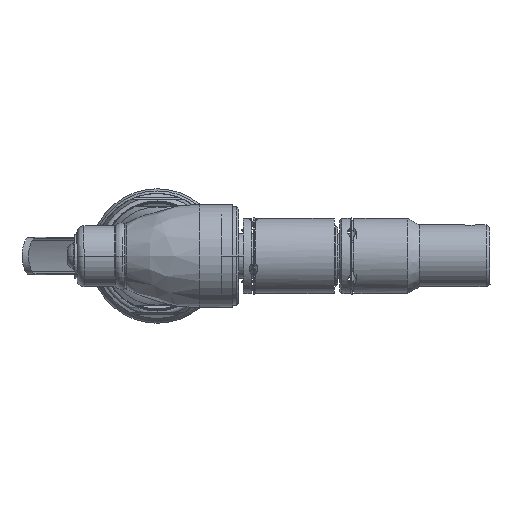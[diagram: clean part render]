
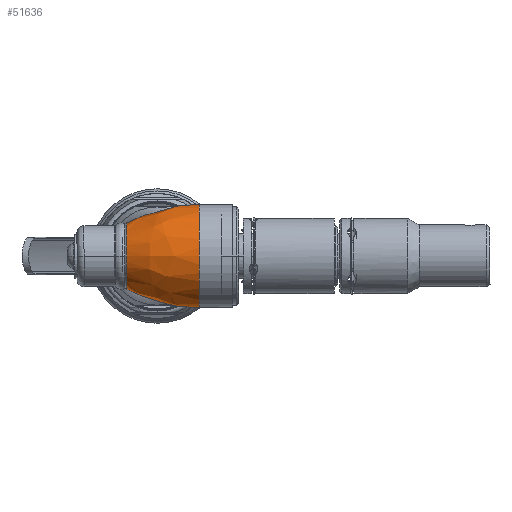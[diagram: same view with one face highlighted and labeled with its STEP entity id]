
A CAD part, left-side view. The second image highlights one B-rep face of the part: STEP entity #51636.
In plain terms, the highlighted free-form (B-spline) face has degree [3, 3] with [7, 4] control points.
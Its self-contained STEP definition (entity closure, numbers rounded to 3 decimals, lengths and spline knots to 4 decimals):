
#50144=CARTESIAN_POINT('',(-8.9573,-0.5624,
-0.483));
#50145=CARTESIAN_POINT('',(-8.9573,-0.5491,
-0.483));
#50146=CARTESIAN_POINT('',(-8.958,-0.5225,
-0.4834));
#50147=CARTESIAN_POINT('',(-8.9601,-0.4961,
-0.4845));
#50148=CARTESIAN_POINT('',(-8.9616,-0.4829,
-0.4852));
#50150=CARTESIAN_POINT('',(-9.4472,0.4005,
-0.0016));
#50151=DIRECTION('',(0.,1.,-0.001));
#50152=DIRECTION('',(0.327,-0.001,-0.945));
#50153=AXIS2_PLACEMENT_3D('',#50150,#50151,#50152);
#50155=CARTESIAN_POINT('',(-8.9618,-0.482,
0.4838));
#50156=CARTESIAN_POINT('',(-8.9604,-0.4952,
0.4831));
#50157=CARTESIAN_POINT('',(-8.9582,-0.5216,
0.482));
#50158=CARTESIAN_POINT('',(-8.9575,-0.5482,
0.4817));
#50159=CARTESIAN_POINT('',(-8.9575,-0.5616,
0.4817));
#50170=CARTESIAN_POINT('',(-9.4473,-0.562,
-0.0007));
#50171=DIRECTION('',(0.,1.,-0.001));
#50172=DIRECTION('',(0.713,-0.001,-0.701));
#50173=AXIS2_PLACEMENT_3D('',#50170,#50171,#50172);
#50309=CARTESIAN_POINT('',(-9.3034,0.4009,
0.4149));
#50310=CARTESIAN_POINT('',(-9.3088,0.3902,
0.423));
#50311=CARTESIAN_POINT('',(-9.3192,0.3693,
0.4381));
#50312=CARTESIAN_POINT('',(-9.333,0.3389,
0.458));
#50313=CARTESIAN_POINT('',(-9.3446,0.3096,
0.4755));
#50314=CARTESIAN_POINT('',(-9.3532,0.2815,
0.4908));
#50315=CARTESIAN_POINT('',(-9.3585,0.2541,
0.5045));
#50316=CARTESIAN_POINT('',(-9.3603,0.2256,
0.5175));
#50317=CARTESIAN_POINT('',(-9.3574,0.1947,
0.5302));
#50318=CARTESIAN_POINT('',(-9.3491,0.1613,
0.5423));
#50319=CARTESIAN_POINT('',(-9.3356,0.1254,
0.5535));
#50320=CARTESIAN_POINT('',(-9.3176,0.0872,
0.5636));
#50321=CARTESIAN_POINT('',(-9.2963,0.0474,
0.572));
#50322=CARTESIAN_POINT('',(-9.2724,0.0059,
0.5786));
#50323=CARTESIAN_POINT('',(-9.2457,-0.0385,
0.5833));
#50324=CARTESIAN_POINT('',(-9.2158,-0.0866,
0.5856));
#50325=CARTESIAN_POINT('',(-9.1824,-0.1394,
0.5848));
#50326=CARTESIAN_POINT('',(-9.1453,-0.1972,
0.5799));
#50327=CARTESIAN_POINT('',(-9.1047,-0.2603,
0.5695));
#50328=CARTESIAN_POINT('',(-9.061,-0.3279,
0.5524));
#50329=CARTESIAN_POINT('',(-9.0135,-0.4014,
0.526));
#50330=CARTESIAN_POINT('',(-8.9793,-0.4548,
0.4997));
#50331=CARTESIAN_POINT('',(-8.9618,-0.482,
0.4838));
#50423=CARTESIAN_POINT('',(-8.9616,-0.4829,
-0.4852));
#50424=CARTESIAN_POINT('',(-8.9786,-0.4564,
-0.5007));
#50425=CARTESIAN_POINT('',(-9.0118,-0.4046,
-0.5265));
#50426=CARTESIAN_POINT('',(-9.0579,-0.3333,
-0.5527));
#50427=CARTESIAN_POINT('',(-9.1003,-0.2676,
-0.57));
#50428=CARTESIAN_POINT('',(-9.1397,-0.2066,
-0.5808));
#50429=CARTESIAN_POINT('',(-9.1757,-0.1504,
-0.5863));
#50430=CARTESIAN_POINT('',(-9.2082,-0.0993,
-0.5879));
#50431=CARTESIAN_POINT('',(-9.2372,-0.0529,
-0.5865));
#50432=CARTESIAN_POINT('',(-9.2631,-0.0103,
-0.5828));
#50433=CARTESIAN_POINT('',(-9.2863,0.0292,
-0.5774));
#50434=CARTESIAN_POINT('',(-9.3073,0.0671,
-0.5704));
#50435=CARTESIAN_POINT('',(-9.3255,0.1031,
-0.562));
#50436=CARTESIAN_POINT('',(-9.3403,0.1366,
-0.5526));
#50437=CARTESIAN_POINT('',(-9.3518,0.17,
-0.5417));
#50438=CARTESIAN_POINT('',(-9.3593,0.206,
-0.5283));
#50439=CARTESIAN_POINT('',(-9.3598,0.2434,
-0.5122));
#50440=CARTESIAN_POINT('',(-9.3537,0.2787,
-0.4949));
#50441=CARTESIAN_POINT('',(-9.3439,0.3101,
-0.4777));
#50442=CARTESIAN_POINT('',(-9.3328,0.338,
-0.461));
#50443=CARTESIAN_POINT('',(-9.3218,0.3624,
-0.4452));
#50444=CARTESIAN_POINT('',(-9.3117,0.3833,
-0.4306));
#50445=CARTESIAN_POINT('',(-9.3059,0.3949,
-0.4221));
#50446=CARTESIAN_POINT('',(-9.3032,0.4001,
-0.4181));
#51019=CARTESIAN_POINT('',(-9.3032,0.4001,
-0.4181));
#51020=CARTESIAN_POINT('',(-9.3034,0.4009,
0.4149));
#51021=VERTEX_POINT('',#51019);
#51022=VERTEX_POINT('',#51020);
#51025=VERTEX_POINT('',#50159);
#51026=VERTEX_POINT('',#50155);
#51034=VERTEX_POINT('',#50148);
#51035=VERTEX_POINT('',#50144);
#51594=CARTESIAN_POINT('',(-8.914,-0.5825,
-0.4345));
#51595=CARTESIAN_POINT('',(-8.9113,-0.2304,
-0.4371));
#51596=CARTESIAN_POINT('',(-8.9791,0.1108,
-0.3822));
#51597=CARTESIAN_POINT('',(-9.113,0.4178,
-0.2736));
#51598=CARTESIAN_POINT('',(-9.4035,-0.583,
-1.0363));
#51599=CARTESIAN_POINT('',(-9.4033,-0.2309,
-1.0419));
#51600=CARTESIAN_POINT('',(-9.4088,0.1103,
-0.9105));
#51601=CARTESIAN_POINT('',(-9.4198,0.4175,
-0.6508));
#51602=CARTESIAN_POINT('',(-10.1345,-0.5828,
-0.7766));
#51603=CARTESIAN_POINT('',(-10.138,-0.2307,
-0.7809));
#51604=CARTESIAN_POINT('',(-10.0506,0.1105,
-0.6825));
#51605=CARTESIAN_POINT('',(-9.8781,0.4176,
-0.488));
#51606=CARTESIAN_POINT('',(-10.1346,-0.5821,
-0.0009));
#51607=CARTESIAN_POINT('',(-10.1382,-0.23,
-0.0012));
#51608=CARTESIAN_POINT('',(-10.0507,0.1111,
-0.0015));
#51609=CARTESIAN_POINT('',(-9.8782,0.418,
-0.0017));
#51610=CARTESIAN_POINT('',(-10.1348,-0.5814,
0.7748));
#51611=CARTESIAN_POINT('',(-10.1384,-0.2293,
0.7785));
#51612=CARTESIAN_POINT('',(-10.0509,0.1117,
0.6795));
#51613=CARTESIAN_POINT('',(-9.8783,0.4185,
0.4845));
#51614=CARTESIAN_POINT('',(-9.404,-0.5811,
1.0348));
#51615=CARTESIAN_POINT('',(-9.4037,-0.229,
1.0398));
#51616=CARTESIAN_POINT('',(-9.4093,0.1119,
0.9078));
#51617=CARTESIAN_POINT('',(-9.4201,0.4186,
0.6475));
#51618=CARTESIAN_POINT('',(-8.9142,-0.5817,
0.4333));
#51619=CARTESIAN_POINT('',(-8.9114,-0.2296,
0.4352));
#51620=CARTESIAN_POINT('',(-8.9793,0.1114,
0.3797));
#51621=CARTESIAN_POINT('',(-9.1131,0.4183,
0.2704));
#51622=(BOUNDED_SURFACE()B_SPLINE_SURFACE(3,3,((#51594,#51595,#51596,#51597),(
#51598,#51599,#51600,#51601),(#51602,#51603,#51604,#51605),(#51606,#51607,
#51608,#51609),(#51610,#51611,#51612,#51613),(#51614,#51615,#51616,#51617),(
#51618,#51619,#51620,#51621)),.UNSPECIFIED.,.F.,.F.,.F.)B_SPLINE_SURFACE_WITH_KNOTS((4,3,4),(4,4),(0.,1.,2.),(0.,1.),.UNSPECIFIED.)GEOMETRIC_REPRESENTATION_ITEM()RATIONAL_B_SPLINE_SURFACE(((1.524,1.49,
1.49,1.524),(0.848,0.829,
0.829,0.848),(0.848,0.829,
0.829,0.848),(1.524,1.49,
1.49,1.524),(0.848,0.829,
0.829,0.848),(0.848,0.829,
0.829,0.848),(1.524,1.49,
1.49,1.524)))REPRESENTATION_ITEM('')SURFACE());
#51624=ORIENTED_EDGE('',*,*,#51623,.T.);
#51626=ORIENTED_EDGE('',*,*,#51625,.T.);
#51627=ORIENTED_EDGE('',*,*,#51587,.T.);
#51629=ORIENTED_EDGE('',*,*,#51628,.T.);
#51631=ORIENTED_EDGE('',*,*,#51630,.T.);
#51633=ORIENTED_EDGE('',*,*,#51632,.F.);
#51634=EDGE_LOOP('',(#51624,#51626,#51627,#51629,#51631,#51633));
#51635=FACE_OUTER_BOUND('',#51634,.F.);
#51636=ADVANCED_FACE('',(#51635),#51622,.T.);
#50149=B_SPLINE_CURVE_WITH_KNOTS('',3,(#50144,#50145,#50146,#50147,#50148),
.UNSPECIFIED.,.F.,.F.,(4,1,4),(0.,0.5,1.),.UNSPECIFIED.);
#50154=CIRCLE('',#50153,0.4407);
#50160=B_SPLINE_CURVE_WITH_KNOTS('',3,(#50155,#50156,#50157,#50158,#50159),
.UNSPECIFIED.,.F.,.F.,(4,1,4),(0.,0.5,1.),.UNSPECIFIED.);
#50174=CIRCLE('',#50173,0.6875);
#50332=B_SPLINE_CURVE_WITH_KNOTS('',3,(#50309,#50310,#50311,#50312,#50313,
#50314,#50315,#50316,#50317,#50318,#50319,#50320,#50321,#50322,#50323,#50324,
#50325,#50326,#50327,#50328,#50329,#50330,#50331),.UNSPECIFIED.,.F.,.F.,(4,1,1,
1,1,1,1,1,1,1,1,1,1,1,1,1,1,1,1,1,4),(0.,0.05,0.1,0.15,0.2,0.25,
0.3,0.35,0.4,0.45,0.5,0.55,0.6,0.65,0.7,0.75,0.8,0.85,
0.9,0.95,1.),.UNSPECIFIED.);
#50447=B_SPLINE_CURVE_WITH_KNOTS('',3,(#50423,#50424,#50425,#50426,#50427,
#50428,#50429,#50430,#50431,#50432,#50433,#50434,#50435,#50436,#50437,#50438,
#50439,#50440,#50441,#50442,#50443,#50444,#50445,#50446),.UNSPECIFIED.,.F.,.F.,(
4,1,1,1,1,1,1,1,1,1,1,1,1,1,1,1,1,1,1,1,1,4),(0.,0.0476,
0.0952,0.1429,0.1905,0.2381,
0.2857,0.3333,0.381,0.4286,
0.4762,0.5238,0.5714,0.619,
0.6667,0.7143,0.7619,0.8095,
0.8571,0.9048,0.9524,1.),.UNSPECIFIED.);
#51587=EDGE_CURVE('',#51021,#51022,#50154,.T.);
#51623=EDGE_CURVE('',#51035,#51034,#50149,.T.);
#51625=EDGE_CURVE('',#51034,#51021,#50447,.T.);
#51628=EDGE_CURVE('',#51022,#51026,#50332,.T.);
#51630=EDGE_CURVE('',#51026,#51025,#50160,.T.);
#51632=EDGE_CURVE('',#51035,#51025,#50174,.T.);
